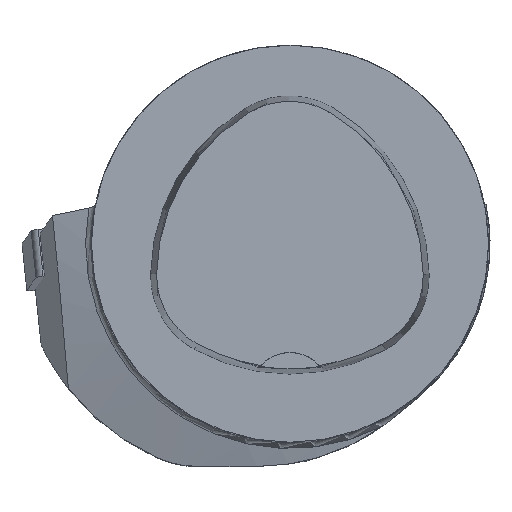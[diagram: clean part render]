
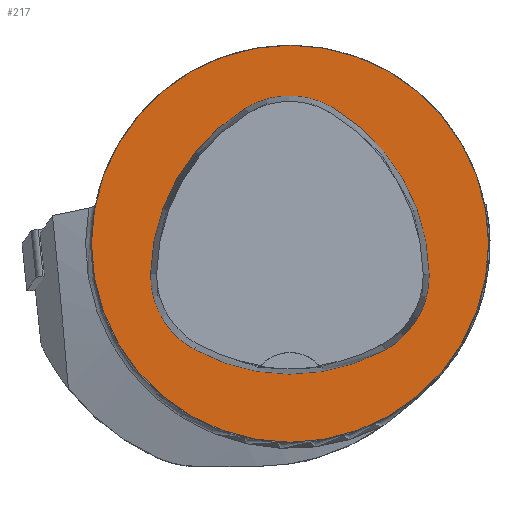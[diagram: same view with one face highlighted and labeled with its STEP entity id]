
A CAD part, top view. The second image highlights one B-rep face of the part: STEP entity #217.
In plain terms, the highlighted planar face has unit normal (0, 0, 1).
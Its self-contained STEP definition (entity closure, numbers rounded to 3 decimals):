
#217=ADVANCED_FACE('',(#428,#429),#263,.T.);
#263=PLANE('',#1224);
#428=FACE_BOUND('',#475,.T.);
#429=FACE_BOUND('',#476,.T.);
#475=EDGE_LOOP('',(#665,#666,#667,#668,#669,#670));
#476=EDGE_LOOP('',(#671));
#665=ORIENTED_EDGE('',*,*,#987,.T.);
#666=ORIENTED_EDGE('',*,*,#967,.T.);
#667=ORIENTED_EDGE('',*,*,#971,.T.);
#668=ORIENTED_EDGE('',*,*,#974,.T.);
#669=ORIENTED_EDGE('',*,*,#977,.T.);
#670=ORIENTED_EDGE('',*,*,#985,.T.);
#671=ORIENTED_EDGE('',*,*,#990,.F.);
#851=VERTEX_POINT('',#1829);
#852=VERTEX_POINT('',#1830);
#855=VERTEX_POINT('',#1838);
#857=VERTEX_POINT('',#1844);
#859=VERTEX_POINT('',#1850);
#866=VERTEX_POINT('',#1871);
#867=VERTEX_POINT('',#1881);
#967=EDGE_CURVE('',#851,#852,#1052,.T.);
#971=EDGE_CURVE('',#852,#855,#1054,.T.);
#974=EDGE_CURVE('',#855,#857,#1056,.T.);
#977=EDGE_CURVE('',#857,#859,#1058,.T.);
#985=EDGE_CURVE('',#859,#866,#1062,.T.);
#987=EDGE_CURVE('',#866,#851,#1064,.T.);
#990=EDGE_CURVE('',#867,#867,#1067,.T.);
#1052=CIRCLE('',#1201,20.);
#1054=CIRCLE('',#1204,8.5);
#1056=CIRCLE('',#1207,20.);
#1058=CIRCLE('',#1210,8.5);
#1062=CIRCLE('',#1215,20.);
#1064=CIRCLE('',#1218,8.5);
#1067=CIRCLE('',#1223,20.);
#1201=AXIS2_PLACEMENT_3D('',#1828,#1412,#1413);
#1204=AXIS2_PLACEMENT_3D('',#1837,#1420,#1421);
#1207=AXIS2_PLACEMENT_3D('',#1843,#1427,#1428);
#1210=AXIS2_PLACEMENT_3D('',#1849,#1434,#1435);
#1215=AXIS2_PLACEMENT_3D('',#1872,#1446,#1447);
#1218=AXIS2_PLACEMENT_3D('',#1875,#1452,#1453);
#1223=AXIS2_PLACEMENT_3D('',#1880,#1462,#1463);
#1224=AXIS2_PLACEMENT_3D('',#1882,#1464,#1465);
#1412=DIRECTION('',(0.,0.,-1.));
#1413=DIRECTION('',(-1.,0.,0.));
#1420=DIRECTION('',(0.,0.,-1.));
#1421=DIRECTION('',(-1.,0.,0.));
#1427=DIRECTION('',(0.,0.,-1.));
#1428=DIRECTION('',(-1.,0.,0.));
#1434=DIRECTION('',(0.,0.,-1.));
#1435=DIRECTION('',(-1.,0.,0.));
#1446=DIRECTION('',(0.,0.,-1.));
#1447=DIRECTION('',(-1.,0.,0.));
#1452=DIRECTION('',(0.,0.,-1.));
#1453=DIRECTION('',(-1.,0.,0.));
#1462=DIRECTION('',(0.,0.,-1.));
#1463=DIRECTION('',(-1.,0.,0.));
#1464=DIRECTION('',(0.,0.,1.));
#1465=DIRECTION('',(1.,0.,0.));
#1828=CARTESIAN_POINT('',(5.955,-3.414,0.));
#1829=CARTESIAN_POINT('',(-14.041,-3.042,0.));
#1830=CARTESIAN_POINT('',(-4.472,13.653,0.));
#1837=CARTESIAN_POINT('',(-0.04,6.4,0.));
#1838=CARTESIAN_POINT('',(4.347,13.68,0.));
#1843=CARTESIAN_POINT('',(-5.976,-3.45,0.));
#1844=CARTESIAN_POINT('',(14.021,-3.075,0.));
#1849=CARTESIAN_POINT('',(5.522,-3.235,0.));
#1850=CARTESIAN_POINT('',(9.588,-10.699,0.));
#1871=CARTESIAN_POINT('',(-9.655,-10.639,0.));
#1872=CARTESIAN_POINT('',(0.022,6.864,0.));
#1875=CARTESIAN_POINT('',(-5.543,-3.2,0.));
#1880=CARTESIAN_POINT('',(0.,0.,0.));
#1881=CARTESIAN_POINT('',(-20.,0.,0.));
#1882=CARTESIAN_POINT('',(0.,0.,0.));
